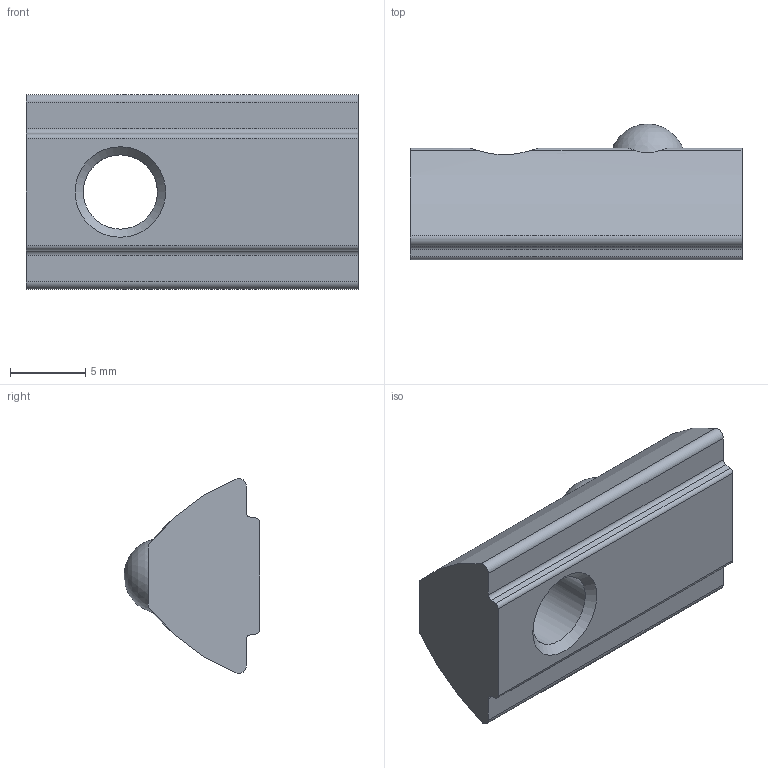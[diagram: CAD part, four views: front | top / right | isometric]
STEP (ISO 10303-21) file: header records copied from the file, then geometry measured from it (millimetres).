
FILE_DESCRIPTION(/* description */ ('STEP AP214'),/* implementation_level */ '2;1');
FILE_NAME(/* name */ '8047868_NST-8-M6-10',/* time_stamp */ '2024-09-13T09:32:55+02:00',/* author */ ('License CC BY-ND 4.0'),/* organization */ ('CADENAS'),/* preprocessor_version */ 'ST-DEVELOPER v19.3',/* originating_system */ 'PARTsolutions',/* authorisation */ ' ');
FILE_SCHEMA (('AUTOMOTIVE_DESIGN {1 0 10303 214 3 1 1}'));
Length unit declared in the file: millimetre
Products named in the file (1): 8047868 NST-8-M6-10
Bounding box: 22 x 9 x 12.9 mm (x, y, z)
Volume: 1402.3 mm3; surface area: 956.7 mm2
Topology: 1 solids, 1 shells, 28 faces, 82 edges, 54 vertices
Faces by surface type: cylinder 15, plane 10, cone 2, sphere 1
Full cylindrical faces by diameter (mm): 4.917 x1
Entity records: 938 total; most frequent: CARTESIAN_POINT 193, ORIENTED_EDGE 150, DIRECTION 148, EDGE_CURVE 75, AXIS2_PLACEMENT_3D 56, VERTEX_POINT 51, LINE 36, VECTOR 36
